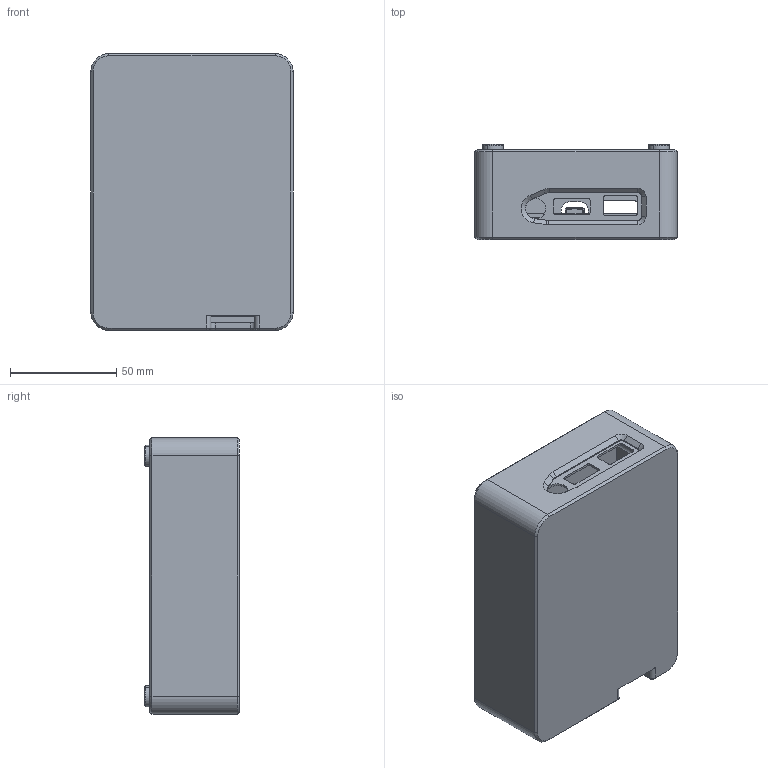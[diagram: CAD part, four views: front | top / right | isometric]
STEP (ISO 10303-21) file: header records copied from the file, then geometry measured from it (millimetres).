
FILE_DESCRIPTION(('CATIA V5 STEP Exchange'),'2;1');
FILE_NAME('Product1.stp','2023-08-10T05:53:58+00:00',('none'),('none'),'CATIA Version 5 Release 20 SP 1 (IN-10)','CATIA V5 STEP AP203','none');
FILE_SCHEMA(('CONFIG_CONTROL_DESIGN'));
Products named in the file (6): 产品1; 888_ASM_ASM; 888_ASM_1_ASM; ASM0002_ASM_ASM_1_ASM_1_ASM; ASM0002_ASM_1_ASM_1_ASM_1_ASM; US-3108-111_1_2_ASM_1_ASM_1_ASM_ASM
Assembly tree (21 placements, depth 7):
  产品1
    #58
    #5453
    888_ASM_ASM
      888_ASM_1_ASM
        ASM0002_ASM_ASM_1_ASM_1_ASM
          ASM0002_ASM_1_ASM_1_ASM_1_ASM
            US-3108-111_1_2_ASM_1_ASM_1_ASM_ASM
              #6060
            #59687
          #59723
        #59759
      #59795
    #59831
    #60398  x4
    #60751  x4
Bounding box: 95 x 44.61 x 130 mm (x, y, z)
Volume: 167284.2 mm3; surface area: 101058.7 mm2
Topology: 12 solids, 12 shells, 1854 faces, 5546 edges, 3540 vertices
Faces by surface type: plane 1296, cylinder 421, cone 107, torus 24, bspline 6
Entity records: 61368 total; most frequent: CARTESIAN_POINT 14378, ORIENTED_EDGE 10600, DIRECTION 8370, EDGE_CURVE 5300, VECTOR 4278, LINE 4278, VERTEX_POINT 3405, AXIS2_PLACEMENT_3D 2346
